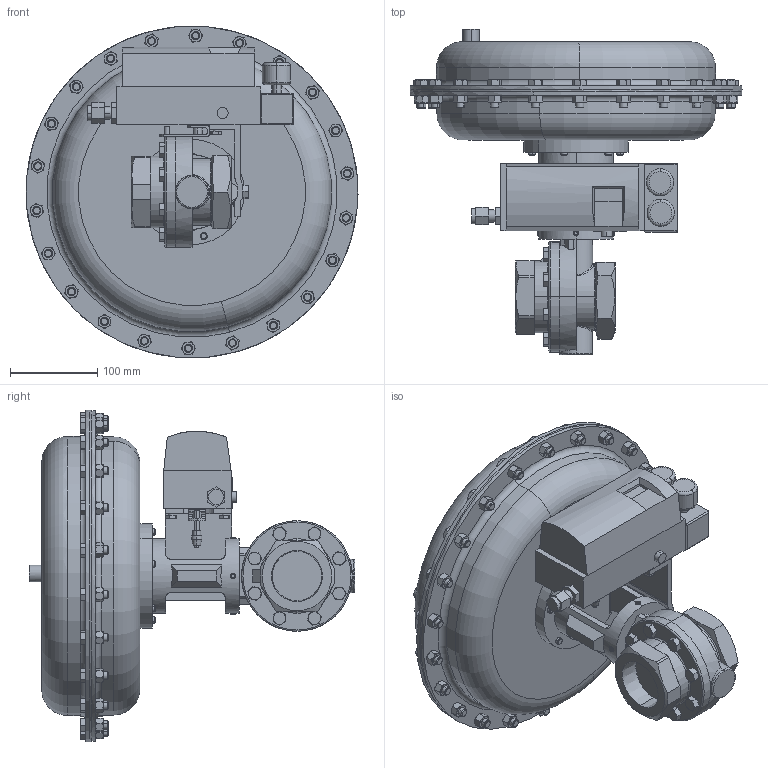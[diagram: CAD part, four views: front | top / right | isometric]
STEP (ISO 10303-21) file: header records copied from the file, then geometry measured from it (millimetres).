
FILE_DESCRIPTION (( 'STEP AP203' ), '1' );
FILE_NAME ('70SP-200-DI+BR-PT-85M-16IQ.STEP', '2017-09-12T11:57:45', ( '' ), ( '' ), 'SwSTEP 2.0', 'SolidWorks 2014', '' );
FILE_SCHEMA (( 'CONFIG_CONTROL_DESIGN' ));
Products named in the file (1): 70SP-200-DI+BR-PT-85M-16IQ
Bounding box: 380.96 x 373.93 x 380.89 mm (x, y, z)
Volume: 11632329 mm3; surface area: 547855.5 mm2
Topology: 1 solids, 1 shells, 1412 faces, 3272 edges, 1980 vertices
Faces by surface type: plane 615, cone 533, cylinder 183, bspline 53, torus 26, sphere 2
Entity records: 56164 total; most frequent: CARTESIAN_POINT 25891, ORIENTED_EDGE 6536, DIRECTION 5794, EDGE_CURVE 3268, AXIS2_PLACEMENT_3D 2295, VERTEX_POINT 1980, EDGE_LOOP 1538, FACE_OUTER_BOUND 1412
